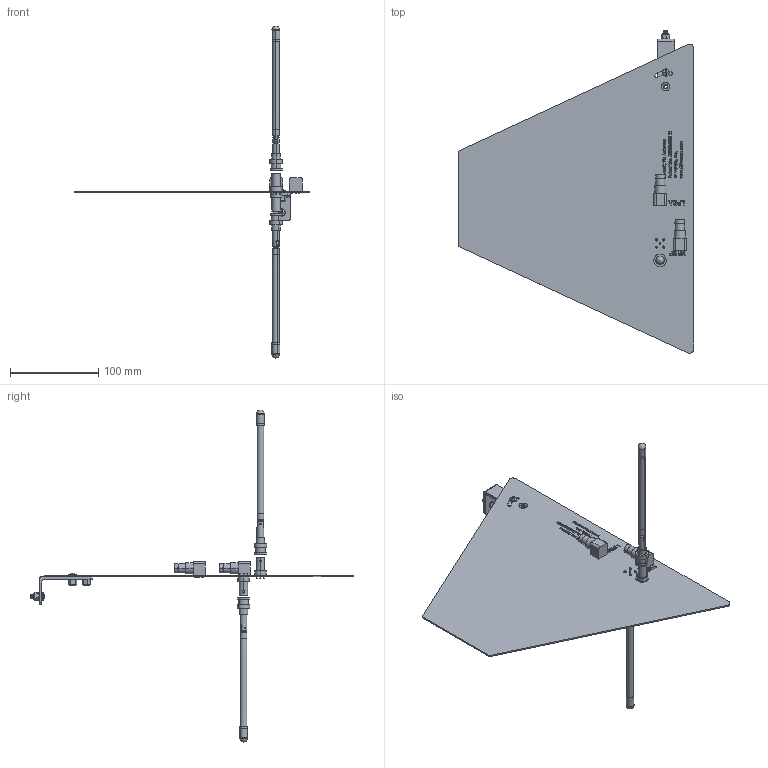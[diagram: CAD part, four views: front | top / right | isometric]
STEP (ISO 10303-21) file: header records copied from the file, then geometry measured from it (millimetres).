
FILE_DESCRIPTION (( 'STEP AP214' ), '1' );
FILE_NAME ('Install DFIN Assembly - wht.STEP', '2025-02-27T19:16:37', ( '' ), ( '' ), 'SwSTEP 2.0', 'SolidWorks 2023', '' );
FILE_SCHEMA (( 'AUTOMOTIVE_DESIGN' ));
Length unit declared in the file: millimetre
Products named in the file (1): Install DFIN Assembly - wht
Bounding box: 266.7 x 365.74 x 376.23 mm (x, y, z)
Volume: 125018.1 mm3; surface area: 154569.5 mm2
Topology: 119 solids, 121 shells, 2033 faces, 4953 edges, 3227 vertices
Faces by surface type: plane 859, cylinder 540, bspline 453, cone 173, torus 4, sphere 4
Entity records: 88655 total; most frequent: CARTESIAN_POINT 40904, ORIENTED_EDGE 9890, DIRECTION 7547, EDGE_CURVE 4945, VERTEX_POINT 3223, LINE 2607, VECTOR 2607, AXIS2_PLACEMENT_3D 2470
